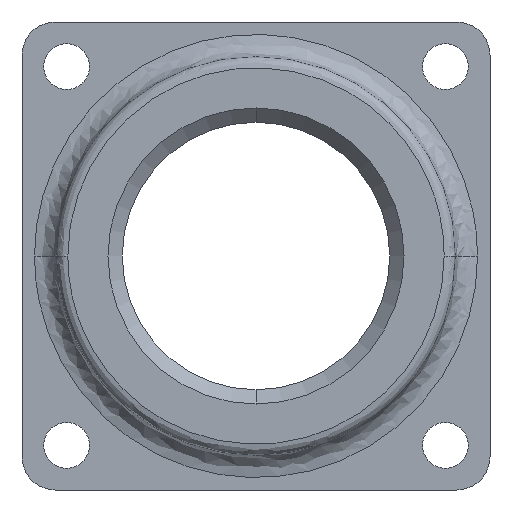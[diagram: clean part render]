
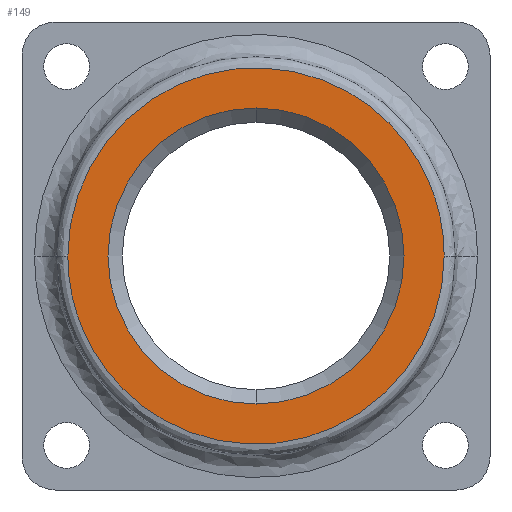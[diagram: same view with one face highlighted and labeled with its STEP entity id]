
A CAD part, front view. The second image highlights one B-rep face of the part: STEP entity #149.
In plain terms, the highlighted planar face has unit normal (0, -1, 0).
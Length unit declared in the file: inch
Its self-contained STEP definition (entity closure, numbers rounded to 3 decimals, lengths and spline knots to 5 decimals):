
#55 = DIRECTION ( 'NONE',  ( 0., 1., 0. ) ) ;
#76 = AXIS2_PLACEMENT_3D ( 'NONE', #964, #1515, #1371 ) ;
#107 = EDGE_CURVE ( 'NONE', #1121, #1302, #806, .T. ) ;
#109 = CARTESIAN_POINT ( 'NONE',  ( 1.055, -0.7, 2.11 ) ) ;
#149 = ADVANCED_FACE ( 'NONE', ( #1498, #1219 ), #183, .F. ) ;
#183 = PLANE ( 'NONE',  #289 ) ;
#188 = CARTESIAN_POINT ( 'NONE',  ( 1.055, -0.7, 0. ) ) ;
#198 = CARTESIAN_POINT ( 'NONE',  ( -0.19787, -0.7, 1.09933 ) ) ;
#213 =( BOUNDED_CURVE ( )  B_SPLINE_CURVE ( 3, ( #715, #1372, #846, #598 ),
 .UNSPECIFIED., .F., .F. ) 
 B_SPLINE_CURVE_WITH_KNOTS ( ( 4, 4 ),
 ( 0., 1. ),
 .UNSPECIFIED. ) 
 CURVE ( )  GEOMETRIC_REPRESENTATION_ITEM ( )  RATIONAL_B_SPLINE_CURVE ( ( 1., 0.333, 0.333, 1. ) ) 
 REPRESENTATION_ITEM ( '' )  );
#228 = CARTESIAN_POINT ( 'NONE',  ( -1.055, -0.7, 0. ) ) ;
#289 = AXIS2_PLACEMENT_3D ( 'NONE', #198, #55, #1118 ) ;
#296 = ORIENTED_EDGE ( 'NONE', *, *, #1000, .F. ) ;
#350 = CARTESIAN_POINT ( 'NONE',  ( 0., -0.7, -0.83 ) ) ;
#359 = EDGE_CURVE ( 'NONE', #1302, #1121, #453, .T. ) ;
#395 = CARTESIAN_POINT ( 'NONE',  ( 0., -0.7, 0. ) ) ;
#453 = CIRCLE ( 'NONE', #728, 0.83 ) ;
#598 = CARTESIAN_POINT ( 'NONE',  ( -1.055, -0.7, 0. ) ) ;
#626 = CARTESIAN_POINT ( 'NONE',  ( 1.055, -0.7, 0. ) ) ;
#715 = CARTESIAN_POINT ( 'NONE',  ( 1.055, -0.7, 0. ) ) ;
#728 = AXIS2_PLACEMENT_3D ( 'NONE', #395, #1461, #1577 ) ;
#735 =( BOUNDED_CURVE ( )  B_SPLINE_CURVE ( 3, ( #228, #1123, #109, #626 ),
 .UNSPECIFIED., .F., .F. ) 
 B_SPLINE_CURVE_WITH_KNOTS ( ( 4, 4 ),
 ( 0., 1. ),
 .UNSPECIFIED. ) 
 CURVE ( )  GEOMETRIC_REPRESENTATION_ITEM ( )  RATIONAL_B_SPLINE_CURVE ( ( 1., 0.333, 0.333, 1. ) ) 
 REPRESENTATION_ITEM ( '' )  );
#806 = CIRCLE ( 'NONE', #76, 0.83 ) ;
#846 = CARTESIAN_POINT ( 'NONE',  ( -1.055, -0.7, -2.11 ) ) ;
#859 = VERTEX_POINT ( 'NONE', #188 ) ;
#887 = CARTESIAN_POINT ( 'NONE',  ( -1.055, -0.7, 0. ) ) ;
#964 = CARTESIAN_POINT ( 'NONE',  ( 0., -0.7, 0. ) ) ;
#1000 = EDGE_CURVE ( 'NONE', #1686, #859, #735, .T. ) ;
#1054 = CARTESIAN_POINT ( 'NONE',  ( 0., -0.7, 0.83 ) ) ;
#1101 = ORIENTED_EDGE ( 'NONE', *, *, #359, .T. ) ;
#1118 = DIRECTION ( 'NONE',  ( 0., 0., 1. ) ) ;
#1121 = VERTEX_POINT ( 'NONE', #1054 ) ;
#1123 = CARTESIAN_POINT ( 'NONE',  ( -1.055, -0.7, 2.11 ) ) ;
#1219 = FACE_OUTER_BOUND ( 'NONE', #1345, .T. ) ;
#1288 = EDGE_LOOP ( 'NONE', ( #1101, #1584 ) ) ;
#1302 = VERTEX_POINT ( 'NONE', #350 ) ;
#1345 = EDGE_LOOP ( 'NONE', ( #1487, #296 ) ) ;
#1371 = DIRECTION ( 'NONE',  ( 0., 0., -1. ) ) ;
#1372 = CARTESIAN_POINT ( 'NONE',  ( 1.055, -0.7, -2.11 ) ) ;
#1461 = DIRECTION ( 'NONE',  ( 0., 1., 0. ) ) ;
#1487 = ORIENTED_EDGE ( 'NONE', *, *, #1509, .F. ) ;
#1498 = FACE_BOUND ( 'NONE', #1288, .T. ) ;
#1509 = EDGE_CURVE ( 'NONE', #859, #1686, #213, .T. ) ;
#1515 = DIRECTION ( 'NONE',  ( 0., 1., 0. ) ) ;
#1577 = DIRECTION ( 'NONE',  ( 0., 0., -1. ) ) ;
#1584 = ORIENTED_EDGE ( 'NONE', *, *, #107, .T. ) ;
#1686 = VERTEX_POINT ( 'NONE', #887 ) ;
